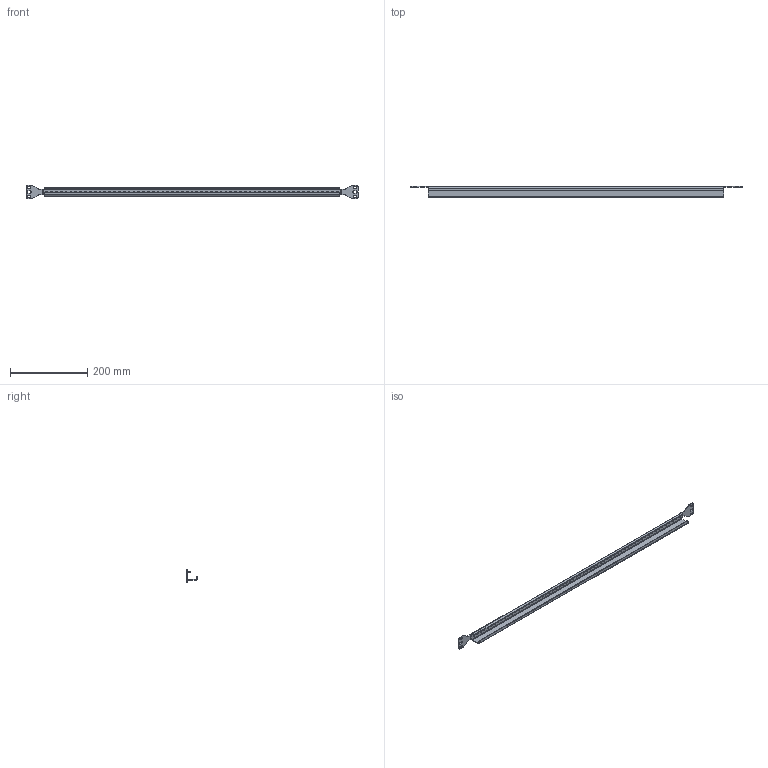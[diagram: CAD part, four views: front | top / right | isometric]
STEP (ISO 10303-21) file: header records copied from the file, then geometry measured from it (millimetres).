
FILE_DESCRIPTION (( 'STEP AP214' ), '1' );
FILE_NAME ('620.903.STEP', '2024-09-30T09:52:53', ( '' ), ( '' ), 'SwSTEP 2.0', 'SolidWorks 2021', '' );
FILE_SCHEMA (( 'AUTOMOTIVE_DESIGN' ));
Length unit declared in the file: millimetre
Products named in the file (1): 620.903
Bounding box: 857 x 29.76 x 36 mm (x, y, z)
Volume: 93966.5 mm3; surface area: 99788.2 mm2
Topology: 1 solids, 1 shells, 224 faces, 618 edges, 396 vertices
Faces by surface type: cylinder 164, plane 60
Entity records: 7548 total; most frequent: DIRECTION 1396, CARTESIAN_POINT 1239, ORIENTED_EDGE 1236, EDGE_CURVE 618, AXIS2_PLACEMENT_3D 553, VERTEX_POINT 396, EDGE_LOOP 358, CIRCLE 328
